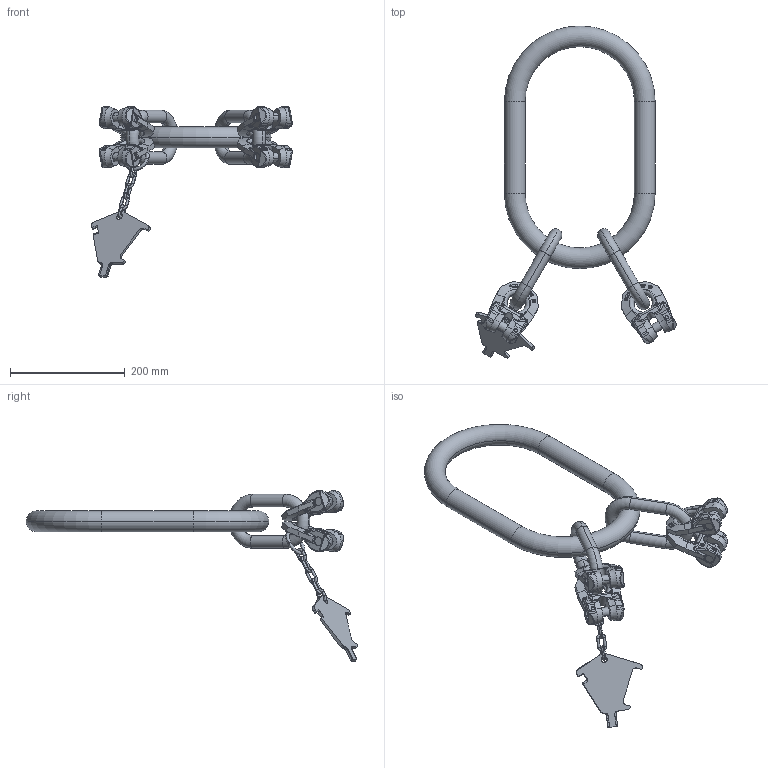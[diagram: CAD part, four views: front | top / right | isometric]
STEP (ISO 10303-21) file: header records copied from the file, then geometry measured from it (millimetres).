
FILE_DESCRIPTION((''),'2;1');
FILE_NAME('001-M31313-P-4_ASM','2014-10-24T',('Andreas.Wendler'),(''),'PRO/ENGINEER BY PARAMETRIC TECHNOLOGY CORPORATION, 2010140','PRO/ENGINEER BY PARAMETRIC TECHNOLOGY CORPORATION, 2010140','');
FILE_SCHEMA(('CONFIG_CONTROL_DESIGN'));
Length unit declared in the file: millimetre
Products named in the file (21): 001-M32080-P-4; 001-M34472-P-4; 001-M31128-V01; 001-M31558-P-1; 001-M31129-P-1; 001-M33743-001; 001-M31130-003_ASM; 001-M31558-P-1_ASM; 001-M31492-P-3; 001-M34473-P-4_ASM; 001-M31128-V01_AF0; 001-M31558-P-1_AF1; 001-M31129-P-1_AF0; 001-M33743-001_AF2; 001-M33743-001_AF1; 001-M33743-001_AF0; 001-M31130-003_AF0_ASM; 001-M31129-P-1_AF1; 001-M31558-P-1_AF0_ASM; 001-M34473-P-4_AF0_ASM; 001-M31313-P-4_ASM
Assembly tree (27 placements, depth 5):
  001-M31313-P-4_ASM
    001-M32080-P-4
    001-M34473-P-4_ASM
      001-M34472-P-4
      001-M31128-V01
      001-M31558-P-1_ASM
        001-M31558-P-1
        001-M31129-P-1  x2
        001-M31130-003_ASM
          001-M33743-001  x3
      001-M31492-P-3  x2
    001-M34473-P-4_AF0_ASM
      001-M34472-P-4
      001-M31128-V01_AF0
      001-M31558-P-1_AF0_ASM
        001-M31558-P-1_AF1
        001-M31129-P-1_AF0
        001-M31130-003_AF0_ASM
          001-M33743-001_AF2
          001-M33743-001_AF1
          001-M33743-001_AF0
        001-M31129-P-1_AF1
      001-M31492-P-3  x2
Bounding box: 349.58 x 577.02 x 296.32 mm (x, y, z)
Volume: 1804977.1 mm3; surface area: 271844.4 mm2
Topology: 14 solids, 14 shells, 1881 faces, 4939 edges, 3112 vertices
Faces by surface type: plane 1082, cylinder 371, bspline 224, torus 108, cone 64, sphere 32
Entity records: 19593 total; most frequent: CARTESIAN_POINT 6985, ORIENTED_EDGE 2814, DIRECTION 2220, EDGE_CURVE 1407, VERTEX_POINT 886, AXIS2_PLACEMENT_3D 849, B_SPLINE_CURVE_WITH_KNOTS 589, EDGE_LOOP 553
